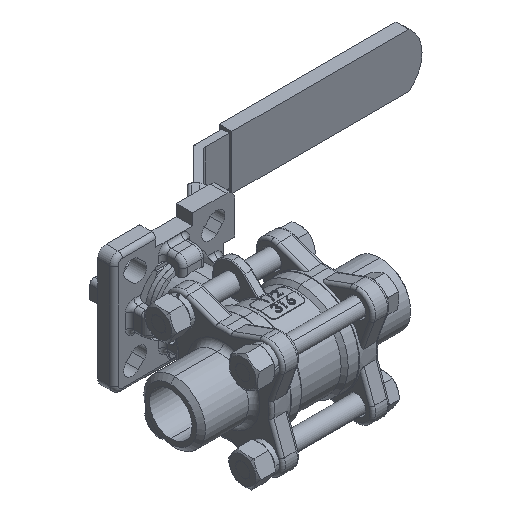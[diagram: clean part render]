
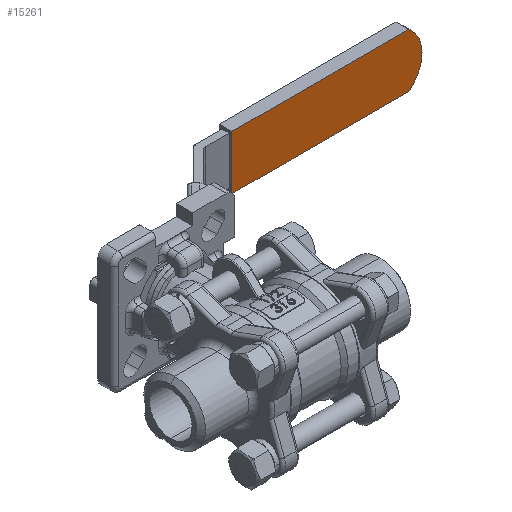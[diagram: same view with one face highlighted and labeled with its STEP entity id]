
A CAD part, isometric view. The second image highlights one B-rep face of the part: STEP entity #15261.
In plain terms, the highlighted face is planar.
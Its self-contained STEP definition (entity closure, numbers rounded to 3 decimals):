
#1542=PLANE('',#16838);
#2484=LINE('',#38849,#3482);
#2485=LINE('',#38851,#3483);
#2486=LINE('',#38853,#3484);
#3482=VECTOR('',#20577,1000.);
#3483=VECTOR('',#20578,1000.);
#3484=VECTOR('',#20579,1000.);
#7817=ORIENTED_EDGE('',*,*,#10271,.F.);
#7818=ORIENTED_EDGE('',*,*,#10272,.F.);
#7819=ORIENTED_EDGE('',*,*,#10273,.F.);
#7820=ORIENTED_EDGE('',*,*,#10274,.F.);
#7821=ORIENTED_EDGE('',*,*,#10268,.F.);
#10268=EDGE_CURVE('',#11758,#11760,#12411,.T.);
#10271=EDGE_CURVE('',#11762,#11758,#12413,.T.);
#10272=EDGE_CURVE('',#11763,#11762,#2484,.T.);
#10273=EDGE_CURVE('',#11764,#11763,#2485,.T.);
#10274=EDGE_CURVE('',#11760,#11764,#2486,.T.);
#11758=VERTEX_POINT('',#38839);
#11760=VERTEX_POINT('',#38842);
#11762=VERTEX_POINT('',#38848);
#11763=VERTEX_POINT('',#38850);
#11764=VERTEX_POINT('',#38852);
#12411=CIRCLE('',#16836,12.);
#12413=CIRCLE('',#16839,12.);
#13354=EDGE_LOOP('',(#7817,#7818,#7819,#7820,#7821));
#14313=FACE_BOUND('',#13354,.T.);
#15261=ADVANCED_FACE('',(#14313),#1542,.T.);
#16836=AXIS2_PLACEMENT_3D('',#38841,#20568,#20569);
#16838=AXIS2_PLACEMENT_3D('',#38846,#20573,#20574);
#16839=AXIS2_PLACEMENT_3D('',#38847,#20575,#20576);
#20568=DIRECTION('',(0.,0.,1.));
#20569=DIRECTION('',(-1.,0.,0.));
#20573=DIRECTION('',(0.,0.,-1.));
#20574=DIRECTION('',(-1.,0.,0.));
#20575=DIRECTION('',(0.,0.,1.));
#20576=DIRECTION('',(-1.,0.,0.));
#20577=DIRECTION('',(1.,0.,0.));
#20578=DIRECTION('',(0.,-1.,0.));
#20579=DIRECTION('',(-1.,0.,0.));
#38839=CARTESIAN_POINT('',(66.,8.5,0.));
#38841=CARTESIAN_POINT('',(54.,8.5,0.));
#38842=CARTESIAN_POINT('',(61.331,18.,0.));
#38846=CARTESIAN_POINT('',(-1.,18.,0.));
#38847=CARTESIAN_POINT('',(54.,8.5,0.));
#38848=CARTESIAN_POINT('',(61.331,-1.,0.));
#38849=CARTESIAN_POINT('',(-1.,-1.,0.));
#38850=CARTESIAN_POINT('',(-1.,-1.,0.));
#38851=CARTESIAN_POINT('',(-1.,-1.,0.));
#38852=CARTESIAN_POINT('',(-1.,18.,0.));
#38853=CARTESIAN_POINT('',(-1.,18.,0.));
